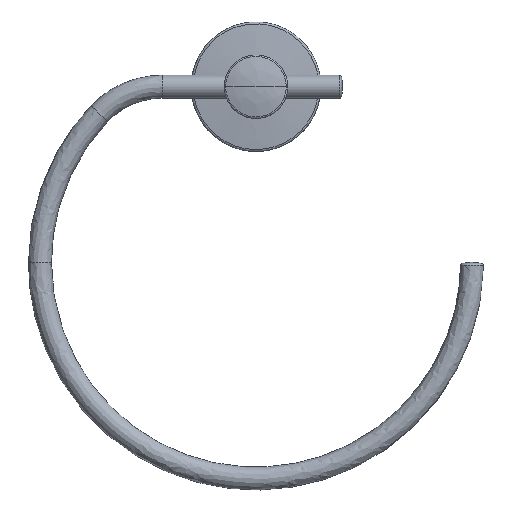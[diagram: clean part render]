
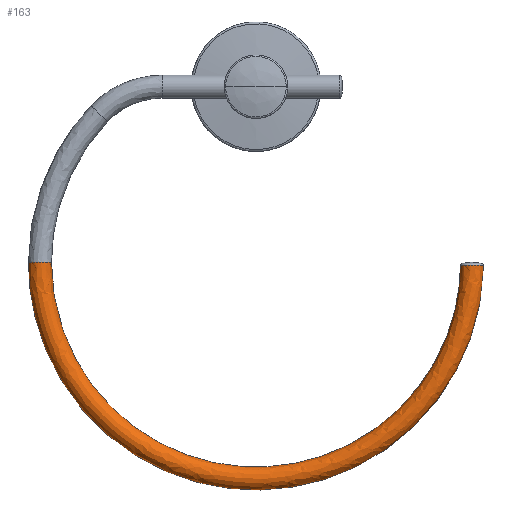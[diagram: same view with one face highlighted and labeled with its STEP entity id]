
A CAD part, front view. The second image highlights one B-rep face of the part: STEP entity #163.
In plain terms, the highlighted free-form (B-spline) face has degree [2, 2] with [9, 9] control points.
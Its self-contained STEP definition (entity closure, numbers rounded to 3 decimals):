
#163=ADVANCED_FACE('',(#296),#1784,.T.);
#296=FACE_OUTER_BOUND('',#427,.T.);
#427=EDGE_LOOP('',(#944,#945,#946,#947));
#944=ORIENTED_EDGE('',*,*,#1261,.T.);
#945=ORIENTED_EDGE('',*,*,#1255,.F.);
#946=ORIENTED_EDGE('',*,*,#1263,.T.);
#947=ORIENTED_EDGE('',*,*,#1257,.F.);
#1255=EDGE_CURVE('',#1728,#1725,#1554,.T.);
#1257=EDGE_CURVE('',#1726,#1724,#1556,.T.);
#1261=EDGE_CURVE('',#1726,#1725,#1557,.T.);
#1263=EDGE_CURVE('',#1728,#1724,#1559,.T.);
#1554=(
BOUNDED_CURVE()
B_SPLINE_CURVE(2,(#8928,#8929,#8930,#8931,#8932),.UNSPECIFIED.,.F.,.F.)
B_SPLINE_CURVE_WITH_KNOTS((3,2,3),(-222.106,-111.053,
0.),.UNSPECIFIED.)
CURVE()
GEOMETRIC_REPRESENTATION_ITEM()
RATIONAL_B_SPLINE_CURVE((1.,0.709,1.,0.709,1.))
REPRESENTATION_ITEM('')
);
#1556=(
BOUNDED_CURVE()
B_SPLINE_CURVE(2,(#8938,#8939,#8940,#8941,#8942),.UNSPECIFIED.,.F.,.F.)
B_SPLINE_CURVE_WITH_KNOTS((3,2,3),(236.619,353.929,471.239),
 .UNSPECIFIED.)
CURVE()
GEOMETRIC_REPRESENTATION_ITEM()
RATIONAL_B_SPLINE_CURVE((1.,0.709,1.,0.709,1.))
REPRESENTATION_ITEM('')
);
#1557=(
BOUNDED_CURVE()
B_SPLINE_CURVE(2,(#9008,#9009,#9010,#9011,#9012),.UNSPECIFIED.,.F.,.F.)
B_SPLINE_CURVE_WITH_KNOTS((3,2,3),(-12.566,-6.283,
0.),.UNSPECIFIED.)
CURVE()
GEOMETRIC_REPRESENTATION_ITEM()
RATIONAL_B_SPLINE_CURVE((1.,0.707,1.,0.707,1.))
REPRESENTATION_ITEM('')
);
#1559=(
BOUNDED_CURVE()
B_SPLINE_CURVE(2,(#9018,#9019,#9020,#9021,#9022),.UNSPECIFIED.,.F.,.F.)
B_SPLINE_CURVE_WITH_KNOTS((3,2,3),(12.566,18.85,25.133),
 .UNSPECIFIED.)
CURVE()
GEOMETRIC_REPRESENTATION_ITEM()
RATIONAL_B_SPLINE_CURVE((1.,0.707,1.,0.707,1.))
REPRESENTATION_ITEM('')
);
#1724=VERTEX_POINT('',#8886);
#1725=VERTEX_POINT('',#8887);
#1726=VERTEX_POINT('',#8888);
#1728=VERTEX_POINT('',#8890);
#1784=(
BOUNDED_SURFACE()
B_SPLINE_SURFACE(2,2,((#8473,#8474,#8475,#8476,#8477,#8478,#8479,#8480,
#8481),(#8482,#8483,#8484,#8485,#8486,#8487,#8488,#8489,#8490),(#8491,#8492,
#8493,#8494,#8495,#8496,#8497,#8498,#8499),(#8500,#8501,#8502,#8503,#8504,
#8505,#8506,#8507,#8508),(#8509,#8510,#8511,#8512,#8513,#8514,#8515,#8516,
#8517),(#8518,#8519,#8520,#8521,#8522,#8523,#8524,#8525,#8526),(#8527,#8528,
#8529,#8530,#8531,#8532,#8533,#8534,#8535),(#8536,#8537,#8538,#8539,#8540,
#8541,#8542,#8543,#8544),(#8545,#8546,#8547,#8548,#8549,#8550,#8551,#8552,
#8553)),.UNSPECIFIED.,.T.,.F.,.F.)
B_SPLINE_SURFACE_WITH_KNOTS((3,2,2,2,3),(3,2,2,2,3),(0.,117.81,
235.619,353.429,471.239),(0.,6.283,
12.566,18.85,25.133),.UNSPECIFIED.)
GEOMETRIC_REPRESENTATION_ITEM()
RATIONAL_B_SPLINE_SURFACE(((1.,0.707,1.,0.707,1.,
0.707,1.,0.707,1.),(0.707,0.5,0.707,
0.5,0.707,0.5,0.707,0.5,0.707),(1.,
0.707,1.,0.707,1.,0.707,1.,0.707,
1.),(0.707,0.5,0.707,0.5,0.707,0.5,
0.707,0.5,0.707),(1.,0.707,1.,0.707,
1.,0.707,1.,0.707,1.),(0.707,0.5,0.707,
0.5,0.707,0.5,0.707,0.5,0.707),(1.,
0.707,1.,0.707,1.,0.707,1.,0.707,
1.),(0.707,0.5,0.707,0.5,0.707,0.5,
0.707,0.5,0.707),(1.,0.707,1.,0.707,
1.,0.707,1.,0.707,1.)))
REPRESENTATION_ITEM('')
SURFACE()
);
#8473=CARTESIAN_POINT('',(79.,0.,0.));
#8474=CARTESIAN_POINT('',(79.,0.,4.));
#8475=CARTESIAN_POINT('',(75.,0.,4.));
#8476=CARTESIAN_POINT('',(71.,0.,4.));
#8477=CARTESIAN_POINT('',(71.,0.,0.));
#8478=CARTESIAN_POINT('',(71.,0.,-4.));
#8479=CARTESIAN_POINT('',(75.,0.,-4.));
#8480=CARTESIAN_POINT('',(79.,0.,-4.));
#8481=CARTESIAN_POINT('',(79.,0.,0.));
#8482=CARTESIAN_POINT('',(79.,79.,0.));
#8483=CARTESIAN_POINT('',(79.,79.,4.));
#8484=CARTESIAN_POINT('',(75.,75.,4.));
#8485=CARTESIAN_POINT('',(71.,71.,4.));
#8486=CARTESIAN_POINT('',(71.,71.,0.));
#8487=CARTESIAN_POINT('',(71.,71.,-4.));
#8488=CARTESIAN_POINT('',(75.,75.,-4.));
#8489=CARTESIAN_POINT('',(79.,79.,-4.));
#8490=CARTESIAN_POINT('',(79.,79.,0.));
#8491=CARTESIAN_POINT('',(0.,79.,0.));
#8492=CARTESIAN_POINT('',(0.,79.,4.));
#8493=CARTESIAN_POINT('',(0.,75.,4.));
#8494=CARTESIAN_POINT('',(0.,71.,4.));
#8495=CARTESIAN_POINT('',(0.,71.,0.));
#8496=CARTESIAN_POINT('',(0.,71.,-4.));
#8497=CARTESIAN_POINT('',(0.,75.,-4.));
#8498=CARTESIAN_POINT('',(0.,79.,-4.));
#8499=CARTESIAN_POINT('',(0.,79.,0.));
#8500=CARTESIAN_POINT('',(-79.,79.,0.));
#8501=CARTESIAN_POINT('',(-79.,79.,4.));
#8502=CARTESIAN_POINT('',(-75.,75.,4.));
#8503=CARTESIAN_POINT('',(-71.,71.,4.));
#8504=CARTESIAN_POINT('',(-71.,71.,0.));
#8505=CARTESIAN_POINT('',(-71.,71.,-4.));
#8506=CARTESIAN_POINT('',(-75.,75.,-4.));
#8507=CARTESIAN_POINT('',(-79.,79.,-4.));
#8508=CARTESIAN_POINT('',(-79.,79.,0.));
#8509=CARTESIAN_POINT('',(-79.,0.,0.));
#8510=CARTESIAN_POINT('',(-79.,0.,4.));
#8511=CARTESIAN_POINT('',(-75.,0.,4.));
#8512=CARTESIAN_POINT('',(-71.,0.,4.));
#8513=CARTESIAN_POINT('',(-71.,0.,0.));
#8514=CARTESIAN_POINT('',(-71.,0.,-4.));
#8515=CARTESIAN_POINT('',(-75.,0.,-4.));
#8516=CARTESIAN_POINT('',(-79.,0.,-4.));
#8517=CARTESIAN_POINT('',(-79.,0.,0.));
#8518=CARTESIAN_POINT('',(-79.,-79.,0.));
#8519=CARTESIAN_POINT('',(-79.,-79.,4.));
#8520=CARTESIAN_POINT('',(-75.,-75.,4.));
#8521=CARTESIAN_POINT('',(-71.,-71.,4.));
#8522=CARTESIAN_POINT('',(-71.,-71.,0.));
#8523=CARTESIAN_POINT('',(-71.,-71.,-4.));
#8524=CARTESIAN_POINT('',(-75.,-75.,-4.));
#8525=CARTESIAN_POINT('',(-79.,-79.,-4.));
#8526=CARTESIAN_POINT('',(-79.,-79.,0.));
#8527=CARTESIAN_POINT('',(0.,-79.,0.));
#8528=CARTESIAN_POINT('',(0.,-79.,4.));
#8529=CARTESIAN_POINT('',(0.,-75.,4.));
#8530=CARTESIAN_POINT('',(0.,-71.,4.));
#8531=CARTESIAN_POINT('',(0.,-71.,0.));
#8532=CARTESIAN_POINT('',(0.,-71.,-4.));
#8533=CARTESIAN_POINT('',(0.,-75.,-4.));
#8534=CARTESIAN_POINT('',(0.,-79.,-4.));
#8535=CARTESIAN_POINT('',(0.,-79.,0.));
#8536=CARTESIAN_POINT('',(79.,-79.,0.));
#8537=CARTESIAN_POINT('',(79.,-79.,4.));
#8538=CARTESIAN_POINT('',(75.,-75.,4.));
#8539=CARTESIAN_POINT('',(71.,-71.,4.));
#8540=CARTESIAN_POINT('',(71.,-71.,0.));
#8541=CARTESIAN_POINT('',(71.,-71.,-4.));
#8542=CARTESIAN_POINT('',(75.,-75.,-4.));
#8543=CARTESIAN_POINT('',(79.,-79.,-4.));
#8544=CARTESIAN_POINT('',(79.,-79.,0.));
#8545=CARTESIAN_POINT('',(79.,0.,0.));
#8546=CARTESIAN_POINT('',(79.,0.,4.));
#8547=CARTESIAN_POINT('',(75.,0.,4.));
#8548=CARTESIAN_POINT('',(71.,0.,4.));
#8549=CARTESIAN_POINT('',(71.,0.,0.));
#8550=CARTESIAN_POINT('',(71.,0.,-4.));
#8551=CARTESIAN_POINT('',(75.,0.,-4.));
#8552=CARTESIAN_POINT('',(79.,0.,-4.));
#8553=CARTESIAN_POINT('',(79.,0.,0.));
#8886=CARTESIAN_POINT('',(79.,0.,0.));
#8887=CARTESIAN_POINT('',(-70.994,-0.947,0.));
#8888=CARTESIAN_POINT('',(-78.993,-1.053,0.));
#8890=CARTESIAN_POINT('',(71.,0.,0.));
#8928=CARTESIAN_POINT('',(71.,0.,0.));
#8929=CARTESIAN_POINT('',(71.,-70.528,0.));
#8930=CARTESIAN_POINT('',(0.473,-70.998,0.));
#8931=CARTESIAN_POINT('',(-70.053,-71.469,0.));
#8932=CARTESIAN_POINT('',(-70.994,-0.947,0.));
#8938=CARTESIAN_POINT('',(-78.993,-1.053,0.));
#8939=CARTESIAN_POINT('',(-77.947,-79.521,0.));
#8940=CARTESIAN_POINT('',(0.527,-78.998,0.));
#8941=CARTESIAN_POINT('',(79.,-78.475,0.));
#8942=CARTESIAN_POINT('',(79.,0.,0.));
#9008=CARTESIAN_POINT('',(-78.993,-1.053,0.));
#9009=CARTESIAN_POINT('',(-78.993,-1.053,-4.));
#9010=CARTESIAN_POINT('',(-74.993,-1.,-4.));
#9011=CARTESIAN_POINT('',(-70.994,-0.947,-4.));
#9012=CARTESIAN_POINT('',(-70.994,-0.947,0.));
#9018=CARTESIAN_POINT('',(71.,0.,0.));
#9019=CARTESIAN_POINT('',(71.,0.,-4.));
#9020=CARTESIAN_POINT('',(75.,0.,-4.));
#9021=CARTESIAN_POINT('',(79.,0.,-4.));
#9022=CARTESIAN_POINT('',(79.,0.,0.));
